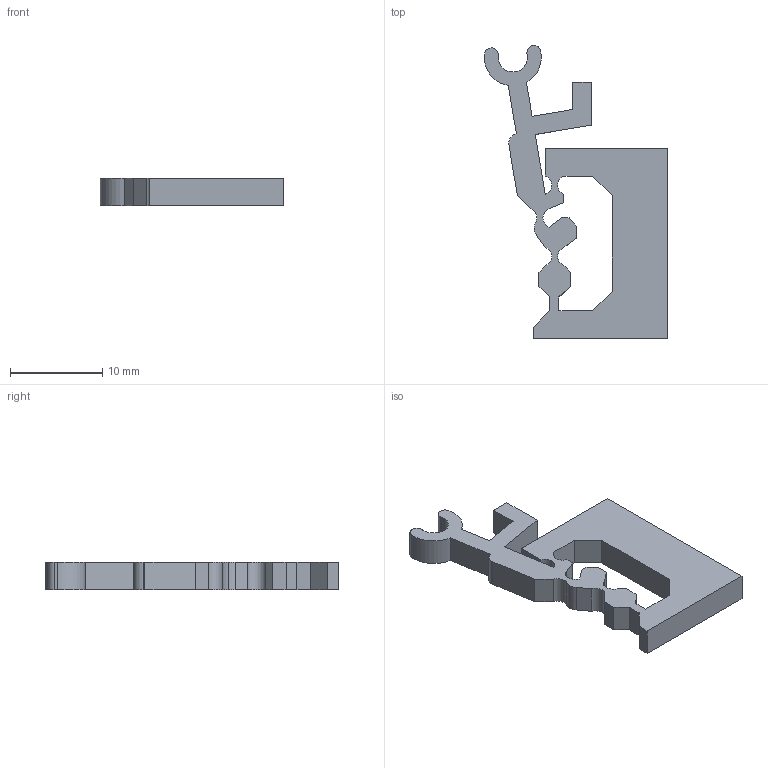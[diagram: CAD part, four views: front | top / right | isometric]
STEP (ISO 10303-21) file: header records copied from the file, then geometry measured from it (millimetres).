
FILE_DESCRIPTION (( 'STEP AP214' ), '1' );
FILE_NAME ('switch-flexures-separate_v2_one-piece-spring-link.STEP', '2025-10-14T21:40:23', ( '' ), ( '' ), 'SwSTEP 2.0', 'SolidWorks 2025', '' );
FILE_SCHEMA (( 'AUTOMOTIVE_DESIGN' ));
Length unit declared in the file: millimetre
Products named in the file (1): switch-flexures-separate_v2_one-piece-spring-link
Bounding box: 19.88 x 31.78 x 3 mm (x, y, z)
Volume: 811.2 mm3; surface area: 1083 mm2
Topology: 1 solids, 1 shells, 62 faces, 180 edges, 120 vertices
Faces by surface type: plane 40, cylinder 22
Entity records: 2075 total; most frequent: CARTESIAN_POINT 363, ORIENTED_EDGE 360, DIRECTION 350, EDGE_CURVE 180, LINE 136, VECTOR 136, VERTEX_POINT 120, AXIS2_PLACEMENT_3D 107
